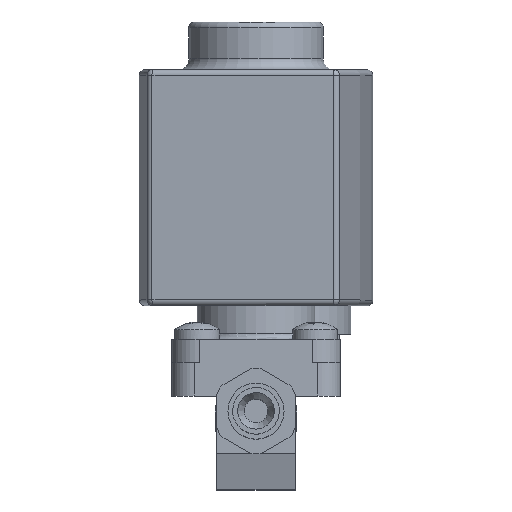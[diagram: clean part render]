
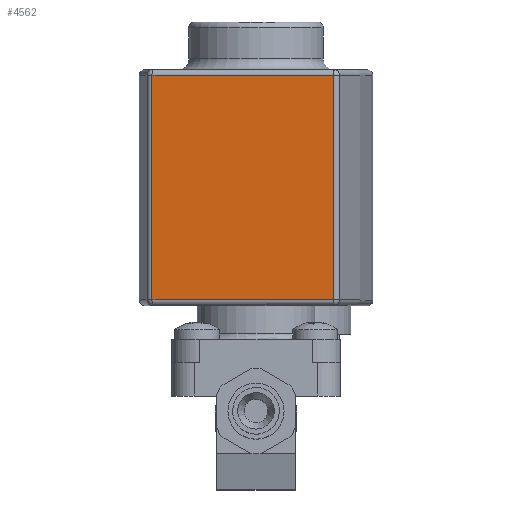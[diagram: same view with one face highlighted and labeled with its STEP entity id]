
A CAD part, top view. The second image highlights one B-rep face of the part: STEP entity #4562.
In plain terms, the highlighted planar face has unit normal (-0.098, 0, 0.995).
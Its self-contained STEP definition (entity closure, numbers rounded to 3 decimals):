
#134=PLANE('',#4925);
#293=FACE_OUTER_BOUND('',#572,.T.);
#572=EDGE_LOOP('',(#3200,#3201,#3202,#3203));
#873=LINE('',#7202,#1236);
#874=LINE('',#7204,#1237);
#875=LINE('',#7206,#1238);
#876=LINE('',#7207,#1239);
#1236=VECTOR('',#5653,1000.);
#1237=VECTOR('',#5654,1000.);
#1238=VECTOR('',#5655,1000.);
#1239=VECTOR('',#5656,1000.);
#1961=VERTEX_POINT('',#7200);
#1962=VERTEX_POINT('',#7201);
#1963=VERTEX_POINT('',#7203);
#1964=VERTEX_POINT('',#7205);
#2447=EDGE_CURVE('',#1961,#1962,#873,.T.);
#2448=EDGE_CURVE('',#1962,#1963,#874,.T.);
#2449=EDGE_CURVE('',#1963,#1964,#875,.T.);
#2450=EDGE_CURVE('',#1964,#1961,#876,.T.);
#3200=ORIENTED_EDGE('',*,*,#2447,.T.);
#3201=ORIENTED_EDGE('',*,*,#2448,.T.);
#3202=ORIENTED_EDGE('',*,*,#2449,.T.);
#3203=ORIENTED_EDGE('',*,*,#2450,.T.);
#4562=ADVANCED_FACE('',(#293),#134,.T.);
#4925=AXIS2_PLACEMENT_3D('',#7199,#5651,#5652);
#5651=DIRECTION('center_axis',(-0.097,0.,0.995));
#5652=DIRECTION('ref_axis',(0.995,0.,0.097));
#5653=DIRECTION('',(0.,-1.,0.));
#5654=DIRECTION('',(0.995,0.,0.097));
#5655=DIRECTION('',(0.,1.,0.));
#5656=DIRECTION('',(-0.995,0.,-0.097));
#7199=CARTESIAN_POINT('Origin',(-20.022,18.853,70.229));
#7200=CARTESIAN_POINT('',(-19.282,59.853,70.301));
#7201=CARTESIAN_POINT('',(-19.282,19.853,70.301));
#7202=CARTESIAN_POINT('',(-19.282,18.853,70.301));
#7203=CARTESIAN_POINT('',(13.076,19.853,73.47));
#7204=CARTESIAN_POINT('',(13.816,19.853,73.543));
#7205=CARTESIAN_POINT('',(13.076,59.853,73.47));
#7206=CARTESIAN_POINT('',(13.076,18.853,73.47));
#7207=CARTESIAN_POINT('',(-20.022,59.853,70.229));
